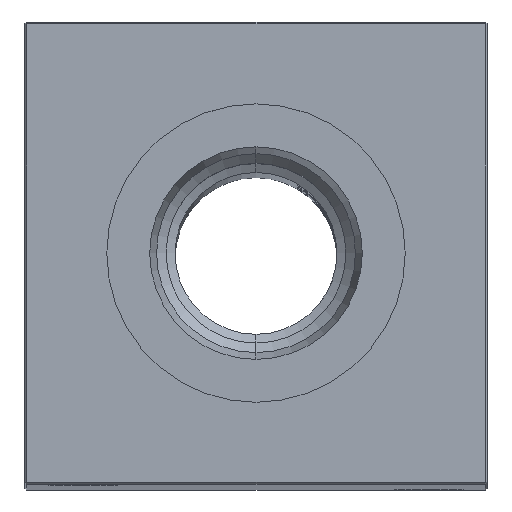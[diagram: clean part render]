
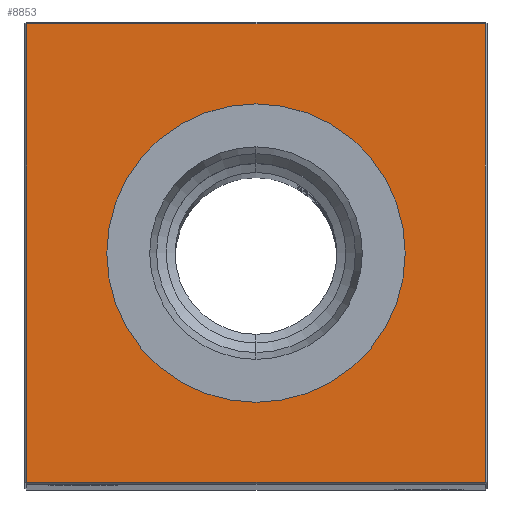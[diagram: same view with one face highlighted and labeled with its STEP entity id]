
A CAD part, top view. The second image highlights one B-rep face of the part: STEP entity #8853.
In plain terms, the highlighted planar face has unit normal (0, 0, 1).
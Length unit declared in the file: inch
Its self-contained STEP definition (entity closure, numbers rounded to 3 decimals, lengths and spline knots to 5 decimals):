
#37 = VERTEX_POINT ( 'NONE', #14731 ) ;
#55 = DIRECTION ( 'NONE',  ( 0., 0., -1. ) ) ;
#220 = CARTESIAN_POINT ( 'NONE',  ( 1.24, 0., 18. ) ) ;
#326 = CARTESIAN_POINT ( 'NONE',  ( 0., -1.24, 18. ) ) ;
#1097 = VERTEX_POINT ( 'NONE', #25952 ) ;
#1173 = ORIENTED_EDGE ( 'NONE', *, *, #23048, .T. ) ;
#1858 = ORIENTED_EDGE ( 'NONE', *, *, #4776, .T. ) ;
#2142 = EDGE_CURVE ( 'NONE', #1097, #24742, #18952, .T. ) ;
#2843 = ORIENTED_EDGE ( 'NONE', *, *, #17915, .T. ) ;
#2922 = FACE_BOUND ( 'NONE', #14601, .T. ) ;
#3101 = CARTESIAN_POINT ( 'NONE',  ( 0., 0.80709, 18. ) ) ;
#3936 = AXIS2_PLACEMENT_3D ( 'NONE', #9059, #17262, #15786 ) ;
#4124 = DIRECTION ( 'NONE',  ( -1., 0., 0. ) ) ;
#4776 = EDGE_CURVE ( 'NONE', #24742, #22360, #17225, .T. ) ;
#6048 = ORIENTED_EDGE ( 'NONE', *, *, #2142, .T. ) ;
#6774 = VECTOR ( 'NONE', #20617, 39.37008 ) ;
#7099 = DIRECTION ( 'NONE',  ( -1., 0., 0. ) ) ;
#8486 = DIRECTION ( 'NONE',  ( 0., 1., 0. ) ) ;
#8853 = ADVANCED_FACE ( 'NONE', ( #11030, #2922 ), #13183, .F. ) ;
#9059 = CARTESIAN_POINT ( 'NONE',  ( 0., 0., 18. ) ) ;
#10778 = CARTESIAN_POINT ( 'NONE',  ( 0., 1.24, 18. ) ) ;
#11030 = FACE_OUTER_BOUND ( 'NONE', #17842, .T. ) ;
#11230 = EDGE_CURVE ( 'NONE', #22360, #11323, #14690, .T. ) ;
#11323 = VERTEX_POINT ( 'NONE', #25462 ) ;
#11524 = CARTESIAN_POINT ( 'NONE',  ( 1.24, -1.24, 18. ) ) ;
#11905 = CIRCLE ( 'NONE', #24801, 0.80709 ) ;
#12288 = ORIENTED_EDGE ( 'NONE', *, *, #11230, .T. ) ;
#12754 = AXIS2_PLACEMENT_3D ( 'NONE', #25176, #23550, #7099 ) ;
#13183 = PLANE ( 'NONE',  #12754 ) ;
#13591 = DIRECTION ( 'NONE',  ( 0., -1., 0. ) ) ;
#14133 = EDGE_CURVE ( 'NONE', #37, #17464, #20297, .T. ) ;
#14168 = VECTOR ( 'NONE', #14662, 39.37008 ) ;
#14384 = CARTESIAN_POINT ( 'NONE',  ( 0., 0., 18. ) ) ;
#14601 = EDGE_LOOP ( 'NONE', ( #1173, #20634 ) ) ;
#14662 = DIRECTION ( 'NONE',  ( 1., 0., 0. ) ) ;
#14690 = LINE ( 'NONE', #10778, #6774 ) ;
#14731 = CARTESIAN_POINT ( 'NONE',  ( 0., -0.80709, 18. ) ) ;
#15449 = VECTOR ( 'NONE', #13591, 39.37008 ) ;
#15786 = DIRECTION ( 'NONE',  ( -1., 0., 0. ) ) ;
#17225 = LINE ( 'NONE', #220, #21796 ) ;
#17262 = DIRECTION ( 'NONE',  ( 0., 0., -1. ) ) ;
#17464 = VERTEX_POINT ( 'NONE', #3101 ) ;
#17759 = CARTESIAN_POINT ( 'NONE',  ( -1.24, 0., 18. ) ) ;
#17842 = EDGE_LOOP ( 'NONE', ( #2843, #6048, #1858, #12288 ) ) ;
#17915 = EDGE_CURVE ( 'NONE', #11323, #1097, #24249, .T. ) ;
#18952 = LINE ( 'NONE', #326, #14168 ) ;
#20297 = CIRCLE ( 'NONE', #3936, 0.80709 ) ;
#20617 = DIRECTION ( 'NONE',  ( -1., 0., 0. ) ) ;
#20634 = ORIENTED_EDGE ( 'NONE', *, *, #14133, .T. ) ;
#21796 = VECTOR ( 'NONE', #8486, 39.37008 ) ;
#22205 = CARTESIAN_POINT ( 'NONE',  ( 1.24, 1.24, 18. ) ) ;
#22360 = VERTEX_POINT ( 'NONE', #22205 ) ;
#23048 = EDGE_CURVE ( 'NONE', #17464, #37, #11905, .T. ) ;
#23550 = DIRECTION ( 'NONE',  ( 0., 0., -1. ) ) ;
#24249 = LINE ( 'NONE', #17759, #15449 ) ;
#24742 = VERTEX_POINT ( 'NONE', #11524 ) ;
#24801 = AXIS2_PLACEMENT_3D ( 'NONE', #14384, #55, #4124 ) ;
#25176 = CARTESIAN_POINT ( 'NONE',  ( 0., 0., 18. ) ) ;
#25462 = CARTESIAN_POINT ( 'NONE',  ( -1.24, 1.24, 18. ) ) ;
#25952 = CARTESIAN_POINT ( 'NONE',  ( -1.24, -1.24, 18. ) ) ;
